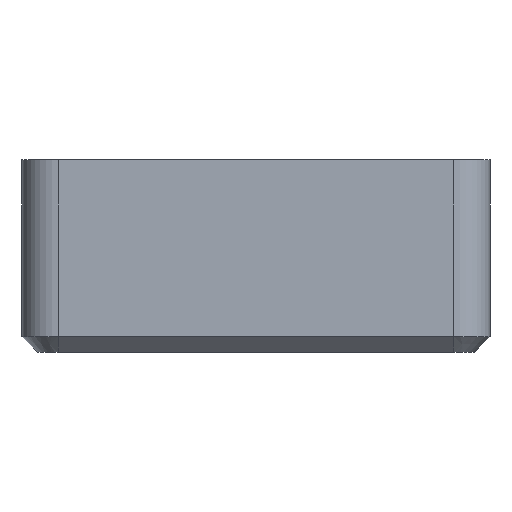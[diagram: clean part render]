
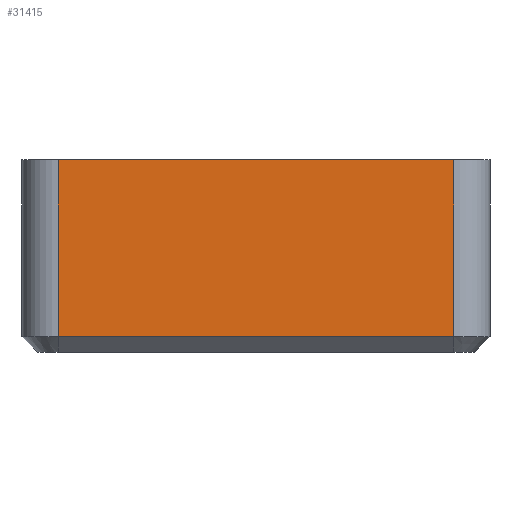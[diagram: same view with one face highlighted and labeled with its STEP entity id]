
A CAD part, left-side view. The second image highlights one B-rep face of the part: STEP entity #31415.
In plain terms, the highlighted planar face has unit normal (-1, 0, 0).
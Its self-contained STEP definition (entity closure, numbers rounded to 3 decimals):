
#6984=DIRECTION('',(0.,-1.,0.));
#6985=VECTOR('',#6984,76.);
#6986=CARTESIAN_POINT('',(-81.25,21.4,37.));
#6987=LINE('',#6986,#6985);
#7268=DIRECTION('',(0.,1.,0.));
#7269=VECTOR('',#7268,76.);
#7270=CARTESIAN_POINT('',(-81.25,-54.6,3.));
#7271=LINE('',#7270,#7269);
#7272=DIRECTION('',(0.,0.,-1.));
#7273=VECTOR('',#7272,34.);
#7274=CARTESIAN_POINT('',(-81.25,21.4,37.));
#7275=LINE('',#7274,#7273);
#7276=DIRECTION('',(0.,0.,-1.));
#7277=VECTOR('',#7276,34.);
#7278=CARTESIAN_POINT('',(-81.25,-54.6,37.));
#7279=LINE('',#7278,#7277);
#20502=CARTESIAN_POINT('',(-81.25,21.4,37.));
#20504=VERTEX_POINT('',#20502);
#20507=CARTESIAN_POINT('',(-81.25,-54.6,37.));
#20509=VERTEX_POINT('',#20507);
#20515=CARTESIAN_POINT('',(-81.25,-54.6,3.));
#20517=VERTEX_POINT('',#20515);
#20520=CARTESIAN_POINT('',(-81.25,21.4,3.));
#20521=VERTEX_POINT('',#20520);
#31403=CARTESIAN_POINT('',(-81.25,28.4,0.));
#31404=DIRECTION('',(-1.,0.,0.));
#31405=DIRECTION('',(0.,-1.,0.));
#31406=AXIS2_PLACEMENT_3D('',#31403,#31404,#31405);
#31407=PLANE('',#31406);
#31408=ORIENTED_EDGE('',*,*,#31033,.T.);
#31409=ORIENTED_EDGE('',*,*,#31398,.F.);
#31410=ORIENTED_EDGE('',*,*,#31105,.T.);
#31412=ORIENTED_EDGE('',*,*,#31411,.T.);
#31413=EDGE_LOOP('',(#31408,#31409,#31410,#31412));
#31414=FACE_OUTER_BOUND('',#31413,.F.);
#31415=ADVANCED_FACE('',(#31414),#31407,.T.);
#31033=EDGE_CURVE('',#20517,#20521,#7271,.T.);
#31105=EDGE_CURVE('',#20504,#20509,#6987,.T.);
#31398=EDGE_CURVE('',#20504,#20521,#7275,.T.);
#31411=EDGE_CURVE('',#20509,#20517,#7279,.T.);
